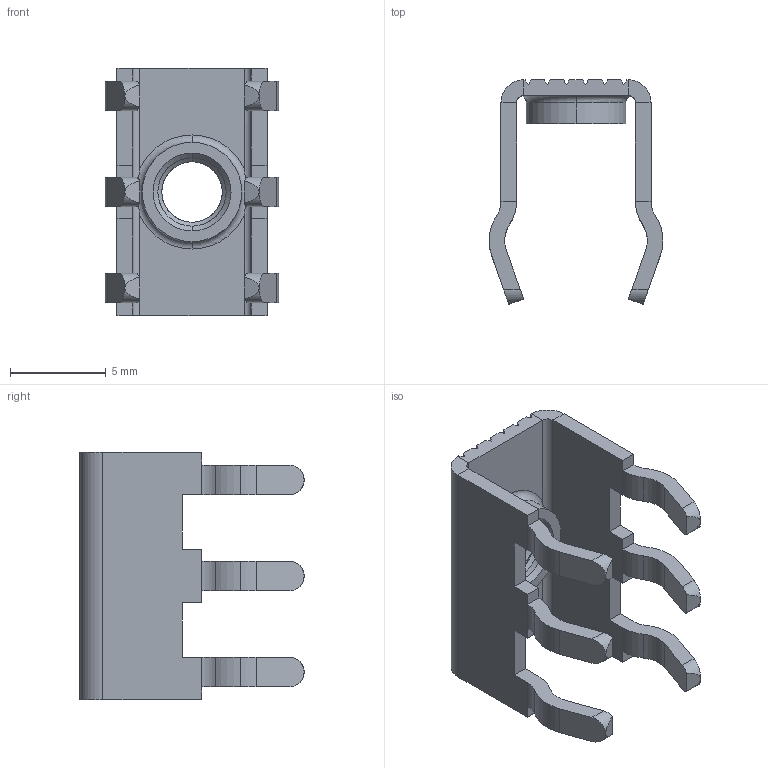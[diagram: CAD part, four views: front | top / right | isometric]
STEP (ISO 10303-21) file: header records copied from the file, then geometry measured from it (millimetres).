
FILE_DESCRIPTION (( 'STEP AP214' ), '1' );
FILE_NAME ('7798.STEP', '2017-11-17T14:22:59', ( '' ), ( '' ), 'SwSTEP 2.0', 'SolidWorks 2013', '' );
FILE_SCHEMA (( 'AUTOMOTIVE_DESIGN' ));
Length unit declared in the file: millimetre
Products named in the file (1): 7798
Bounding box: 9.05 x 11.68 x 12.88 mm (x, y, z)
Volume: 228 mm3; surface area: 699.1 mm2
Topology: 1 solids, 1 shells, 166 faces, 433 edges, 269 vertices
Faces by surface type: plane 95, cylinder 56, cone 11, torus 2, bspline 2
Entity records: 6746 total; most frequent: CARTESIAN_POINT 1346, ORIENTED_EDGE 864, DIRECTION 798, EDGE_CURVE 432, AXIS2_PLACEMENT_3D 267, VERTEX_POINT 267, LINE 264, VECTOR 264
